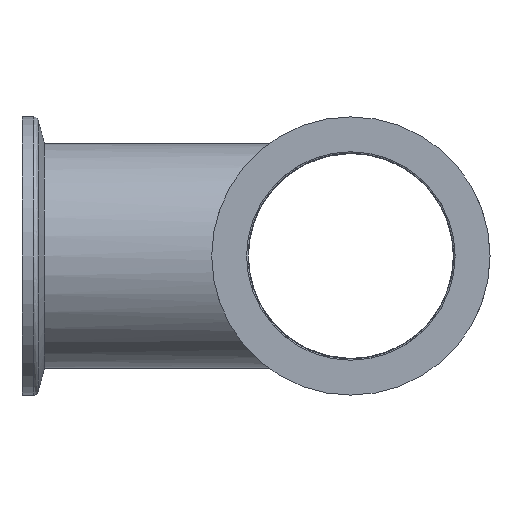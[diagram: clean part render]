
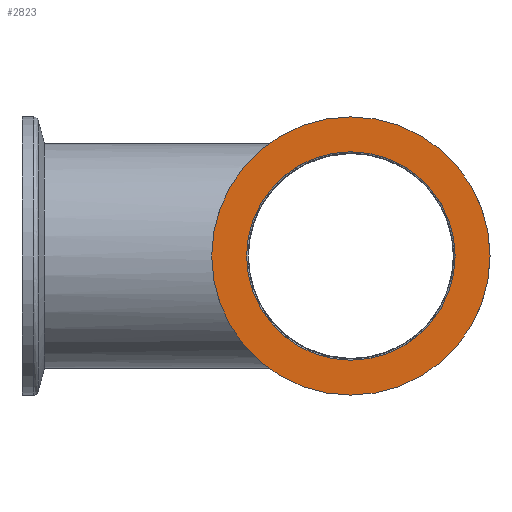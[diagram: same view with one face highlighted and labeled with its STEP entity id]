
A CAD part, left-side view. The second image highlights one B-rep face of the part: STEP entity #2823.
In plain terms, the highlighted planar face has unit normal (-1, 0, 0).
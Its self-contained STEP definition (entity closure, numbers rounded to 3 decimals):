
#86 = VERTEX_POINT ( 'NONE', #1931 ) ;
#139 = EDGE_LOOP ( 'NONE', ( #2282 ) ) ;
#148 = CIRCLE ( 'NONE', #929, 27.5 ) ;
#162 = CARTESIAN_POINT ( 'NONE',  ( 0., 27.5, 0. ) ) ;
#181 = DIRECTION ( 'NONE',  ( 0., -1., 0. ) ) ;
#219 = CARTESIAN_POINT ( 'NONE',  ( 0., 0., 0. ) ) ;
#296 = EDGE_CURVE ( 'NONE', #315, #315, #148, .T. ) ;
#315 = VERTEX_POINT ( 'NONE', #2090 ) ;
#405 = DIRECTION ( 'NONE',  ( -1., 0., 0. ) ) ;
#509 = AXIS2_PLACEMENT_3D ( 'NONE', #162, #405, #181 ) ;
#591 = CIRCLE ( 'NONE', #2238, 20.6 ) ;
#821 = ORIENTED_EDGE ( 'NONE', *, *, #1680, .T. ) ;
#929 = AXIS2_PLACEMENT_3D ( 'NONE', #1891, #2798, #2132 ) ;
#1097 = FACE_OUTER_BOUND ( 'NONE', #139, .T. ) ;
#1167 = DIRECTION ( 'NONE',  ( 0., 1., 0. ) ) ;
#1321 = FACE_BOUND ( 'NONE', #1935, .T. ) ;
#1680 = EDGE_CURVE ( 'NONE', #86, #86, #591, .T. ) ;
#1891 = CARTESIAN_POINT ( 'NONE',  ( 0., 0., 0. ) ) ;
#1931 = CARTESIAN_POINT ( 'NONE',  ( 0., 20.6, 0. ) ) ;
#1935 = EDGE_LOOP ( 'NONE', ( #821 ) ) ;
#2090 = CARTESIAN_POINT ( 'NONE',  ( 0., 27.5, 0. ) ) ;
#2132 = DIRECTION ( 'NONE',  ( 0., 1., 0. ) ) ;
#2238 = AXIS2_PLACEMENT_3D ( 'NONE', #219, #2588, #1167 ) ;
#2282 = ORIENTED_EDGE ( 'NONE', *, *, #296, .T. ) ;
#2545 = PLANE ( 'NONE',  #509 ) ;
#2588 = DIRECTION ( 'NONE',  ( 1., 0., 0. ) ) ;
#2798 = DIRECTION ( 'NONE',  ( -1., 0., 0. ) ) ;
#2823 = ADVANCED_FACE ( 'NONE', ( #1321, #1097 ), #2545, .T. ) ;
